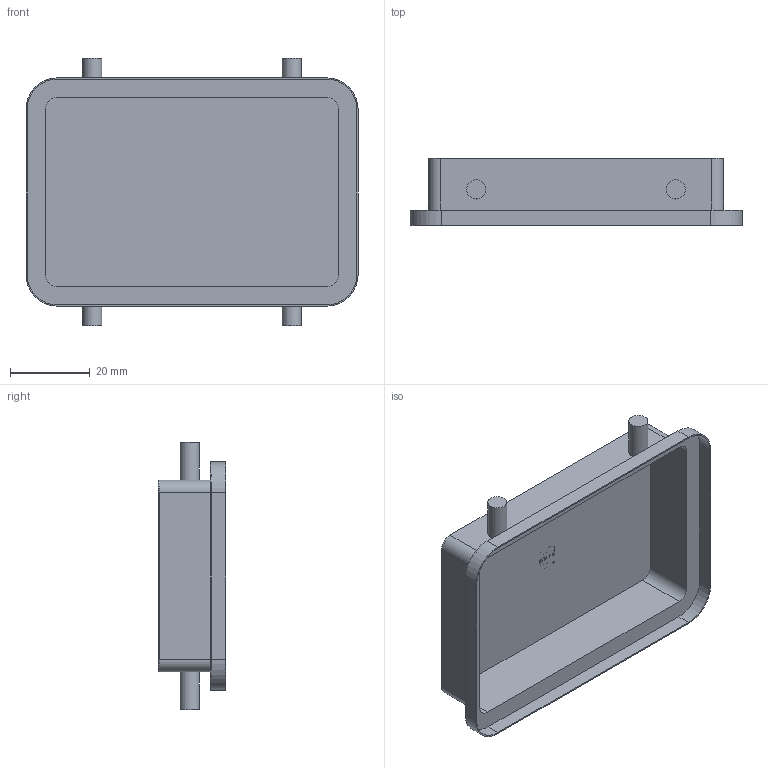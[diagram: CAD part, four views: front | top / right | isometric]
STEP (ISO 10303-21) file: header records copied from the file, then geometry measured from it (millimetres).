
FILE_DESCRIPTION(/* description */ (''),/* implementation_level */ '2;1');
FILE_NAME(/* name */ '100095068ugm000_b.stp',/* time_stamp */ '2017-10-31T08:55:49+01:00',/* author */ (''),/* organization */ (''),/* preprocessor_version */ 'ST-DEVELOPER v16',/* originating_system */ 'SIEMENS PLM Software NX 10.0',/* authorisation */ '');
FILE_SCHEMA (('AUTOMOTIVE_DESIGN { 1 0 10303 214 3 1 1 1 }'));
Length unit declared in the file: millimetre
Products named in the file (1): 100095068ugm000_b
Bounding box: 83.24 x 16.82 x 67 mm (x, y, z)
Volume: 3481.6 mm3; surface area: 18139.9 mm2
Topology: 1 solids, 1 shells, 294 faces, 810 edges, 543 vertices
Faces by surface type: plane 267, cylinder 23, bspline 4
Full cylindrical faces by diameter (mm): 0.452 x1, 0.591 x1, 4.8 x4
Entity records: 9594 total; most frequent: CARTESIAN_POINT 1735, ORIENTED_EDGE 1608, DIRECTION 1405, EDGE_CURVE 804, LINE 731, VECTOR 731, VERTEX_POINT 540, AXIS2_PLACEMENT_3D 337
